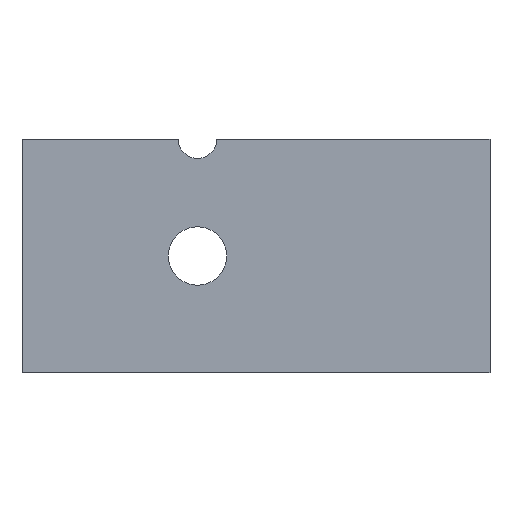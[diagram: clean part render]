
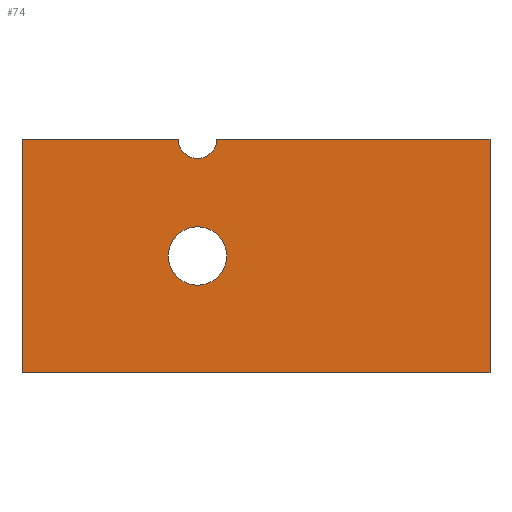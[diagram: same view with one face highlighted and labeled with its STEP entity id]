
A CAD part, front view. The second image highlights one B-rep face of the part: STEP entity #74.
In plain terms, the highlighted planar face has unit normal (0, -1, 0).
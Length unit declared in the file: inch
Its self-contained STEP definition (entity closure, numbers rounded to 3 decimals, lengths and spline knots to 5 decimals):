
#8 = EDGE_CURVE ( 'NONE', #54, #801, #129, .T. ) ;
#18 = ORIENTED_EDGE ( 'NONE', *, *, #828, .F. ) ;
#31 = ORIENTED_EDGE ( 'NONE', *, *, #8, .T. ) ;
#37 = ORIENTED_EDGE ( 'NONE', *, *, #806, .T. ) ;
#42 = VERTEX_POINT ( 'NONE', #404 ) ;
#52 = EDGE_LOOP ( 'NONE', ( #18, #789, #560, #81, #123, #31, #681 ) ) ;
#54 = VERTEX_POINT ( 'NONE', #507 ) ;
#57 = EDGE_CURVE ( 'NONE', #76, #42, #535, .T. ) ;
#74 = ADVANCED_FACE ( 'NONE', ( #586, #587 ), #588, .F. ) ;
#76 = VERTEX_POINT ( 'NONE', #601 ) ;
#78 = EDGE_LOOP ( 'NONE', ( #37, #821 ) ) ;
#81 = ORIENTED_EDGE ( 'NONE', *, *, #57, .F. ) ;
#116 = LINE ( 'NONE', #117, #118 ) ;
#117 = CARTESIAN_POINT ( 'NONE',  ( 0.34145, 0.125, 0.5 ) ) ;
#118 = VECTOR ( 'NONE', #119, 39.37008 ) ;
#119 = DIRECTION ( 'NONE',  ( -1., 0., 0. ) ) ;
#123 = ORIENTED_EDGE ( 'NONE', *, *, #251, .T. ) ;
#129 = LINE ( 'NONE', #130, #131 ) ;
#130 = CARTESIAN_POINT ( 'NONE',  ( 0.34145, 0.125, 0.75 ) ) ;
#131 = VECTOR ( 'NONE', #132, 39.37008 ) ;
#132 = DIRECTION ( 'NONE',  ( 0., 0., -1. ) ) ;
#133 = CARTESIAN_POINT ( 'NONE',  ( 0.71645, 0.125, 0.3125 ) ) ;
#134 = LINE ( 'NONE', #135, #136 ) ;
#135 = CARTESIAN_POINT ( 'NONE',  ( 0.34145, 0.125, 0. ) ) ;
#136 = VECTOR ( 'NONE', #137, 39.37008 ) ;
#137 = DIRECTION ( 'NONE',  ( 1., 0., 0. ) ) ;
#166 = LINE ( 'NONE', #167, #168 ) ;
#167 = CARTESIAN_POINT ( 'NONE',  ( 1.34145, 0.125, 0.75 ) ) ;
#168 = VECTOR ( 'NONE', #169, 39.37008 ) ;
#169 = DIRECTION ( 'NONE',  ( 0., 0., -1. ) ) ;
#203 = CARTESIAN_POINT ( 'NONE',  ( 1.34145, 0.125, 0.5 ) ) ;
#222 = CARTESIAN_POINT ( 'NONE',  ( 0.71645, 0.125, 0.1875 ) ) ;
#251 = EDGE_CURVE ( 'NONE', #76, #54, #116, .T. ) ;
#270 = VERTEX_POINT ( 'NONE', #133 ) ;
#273 = EDGE_CURVE ( 'NONE', #801, #812, #134, .T. ) ;
#333 = LINE ( 'NONE', #334, #335 ) ;
#334 = CARTESIAN_POINT ( 'NONE',  ( 0.34145, 0.125, 0.5 ) ) ;
#335 = VECTOR ( 'NONE', #336, 39.37008 ) ;
#336 = DIRECTION ( 'NONE',  ( -1., 0., 0. ) ) ;
#337 = CIRCLE ( 'NONE', #338, 0.0625 ) ;
#338 = AXIS2_PLACEMENT_3D ( 'NONE', #339, #340, #341 ) ;
#339 = CARTESIAN_POINT ( 'NONE',  ( 0.71645, 0.125, 0.25 ) ) ;
#340 = DIRECTION ( 'NONE',  ( 0., 1., 0. ) ) ;
#341 = DIRECTION ( 'NONE',  ( 0., 0., 1. ) ) ;
#404 = CARTESIAN_POINT ( 'NONE',  ( 0.71645, 0.125, 0.4585 ) ) ;
#432 = CARTESIAN_POINT ( 'NONE',  ( 0.75795, 0.125, 0.5 ) ) ;
#448 = VERTEX_POINT ( 'NONE', #203 ) ;
#485 = VERTEX_POINT ( 'NONE', #222 ) ;
#507 = CARTESIAN_POINT ( 'NONE',  ( 0.34145, 0.125, 0.5 ) ) ;
#535 = CIRCLE ( 'NONE', #536, 0.0415 ) ;
#536 = AXIS2_PLACEMENT_3D ( 'NONE', #543, #544, #545 ) ;
#543 = CARTESIAN_POINT ( 'NONE',  ( 0.71645, 0.125, 0.5 ) ) ;
#544 = DIRECTION ( 'NONE',  ( 0., -1., 0. ) ) ;
#545 = DIRECTION ( 'NONE',  ( 0., 0., -1. ) ) ;
#548 = CIRCLE ( 'NONE', #549, 0.0415 ) ;
#549 = AXIS2_PLACEMENT_3D ( 'NONE', #550, #551, #552 ) ;
#550 = CARTESIAN_POINT ( 'NONE',  ( 0.71645, 0.125, 0.5 ) ) ;
#551 = DIRECTION ( 'NONE',  ( 0., -1., 0. ) ) ;
#552 = DIRECTION ( 'NONE',  ( 0., 0., -1. ) ) ;
#560 = ORIENTED_EDGE ( 'NONE', *, *, #787, .F. ) ;
#586 = FACE_OUTER_BOUND ( 'NONE', #52, .T. ) ;
#587 = FACE_BOUND ( 'NONE', #78, .T. ) ;
#588 = PLANE ( 'NONE',  #589 ) ;
#589 = AXIS2_PLACEMENT_3D ( 'NONE', #590, #591, #592 ) ;
#590 = CARTESIAN_POINT ( 'NONE',  ( 0.34145, 0.125, 0.75 ) ) ;
#591 = DIRECTION ( 'NONE',  ( 0., 1., 0. ) ) ;
#592 = DIRECTION ( 'NONE',  ( 0., 0., 1. ) ) ;
#601 = CARTESIAN_POINT ( 'NONE',  ( 0.67495, 0.125, 0.5 ) ) ;
#602 = CARTESIAN_POINT ( 'NONE',  ( 0.34145, 0.125, 0. ) ) ;
#616 = CIRCLE ( 'NONE', #617, 0.0625 ) ;
#617 = AXIS2_PLACEMENT_3D ( 'NONE', #618, #619, #620 ) ;
#618 = CARTESIAN_POINT ( 'NONE',  ( 0.71645, 0.125, 0.25 ) ) ;
#619 = DIRECTION ( 'NONE',  ( 0., 1., 0. ) ) ;
#620 = DIRECTION ( 'NONE',  ( 0., 0., 1. ) ) ;
#637 = CARTESIAN_POINT ( 'NONE',  ( 1.34145, 0.125, 0. ) ) ;
#681 = ORIENTED_EDGE ( 'NONE', *, *, #273, .T. ) ;
#723 = EDGE_CURVE ( 'NONE', #448, #761, #333, .T. ) ;
#741 = EDGE_CURVE ( 'NONE', #485, #270, #337, .T. ) ;
#761 = VERTEX_POINT ( 'NONE', #432 ) ;
#787 = EDGE_CURVE ( 'NONE', #42, #761, #548, .T. ) ;
#789 = ORIENTED_EDGE ( 'NONE', *, *, #723, .T. ) ;
#801 = VERTEX_POINT ( 'NONE', #602 ) ;
#806 = EDGE_CURVE ( 'NONE', #270, #485, #616, .T. ) ;
#812 = VERTEX_POINT ( 'NONE', #637 ) ;
#821 = ORIENTED_EDGE ( 'NONE', *, *, #741, .T. ) ;
#828 = EDGE_CURVE ( 'NONE', #448, #812, #166, .T. ) ;
